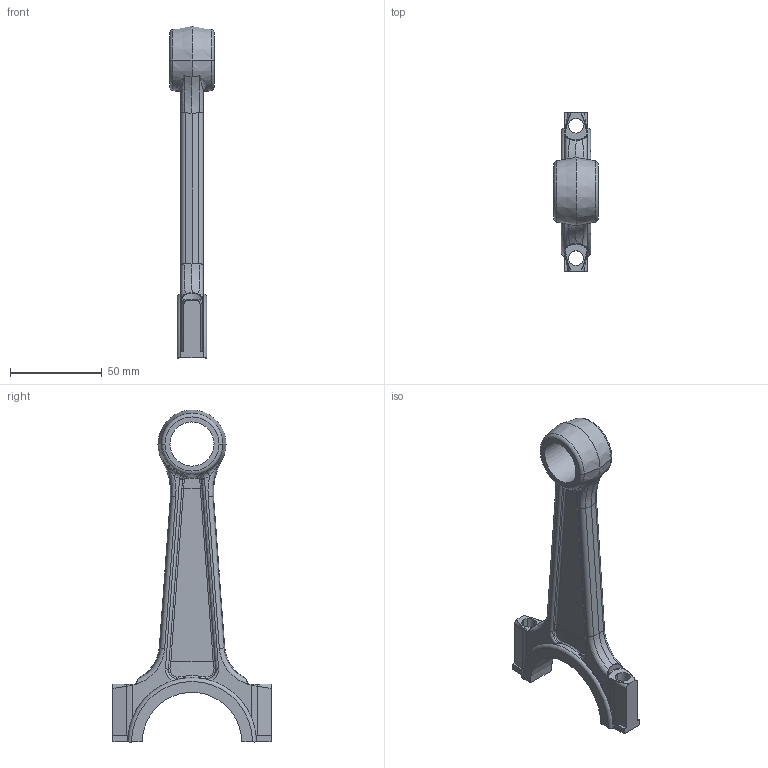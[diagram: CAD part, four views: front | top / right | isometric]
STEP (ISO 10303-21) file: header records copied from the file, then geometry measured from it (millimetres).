
FILE_DESCRIPTION(('CATIA V5 STEP Exchange'),'2;1');
FILE_NAME('Rod.stp','2014-10-01T02:43:23+00:00',('none'),('none'),'CATIA Version 5 Release 19 SP 4 (IN-10)','CATIA V5 STEP AP203','none');
FILE_SCHEMA(('CONFIG_CONTROL_DESIGN'));
Length unit declared in the file: millimetre
Products named in the file (1): Rod
Bounding box: 24 x 86 x 180.5 mm (x, y, z)
Volume: 59498.9 mm3; surface area: 22638.2 mm2
Topology: 1 solids, 1 shells, 199 faces, 497 edges, 292 vertices
Faces by surface type: bspline 106, cylinder 39, plane 36, torus 12, cone 6
Entity records: 12506 total; most frequent: CARTESIAN_POINT 8832, ORIENTED_EDGE 978, EDGE_CURVE 489, DIRECTION 331, B_SPLINE_CURVE_WITH_KNOTS 312, VERTEX_POINT 292, EDGE_LOOP 205, ADVANCED_FACE 199
